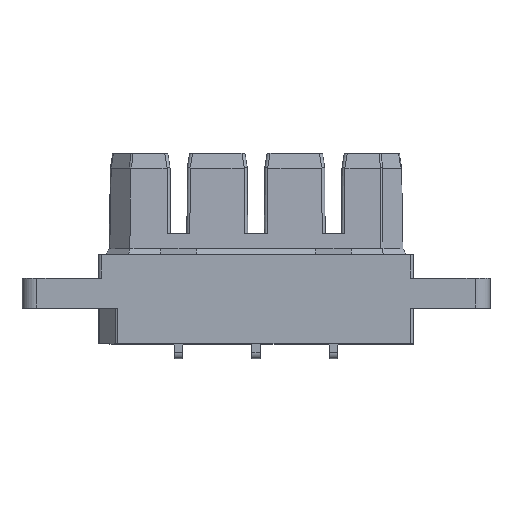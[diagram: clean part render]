
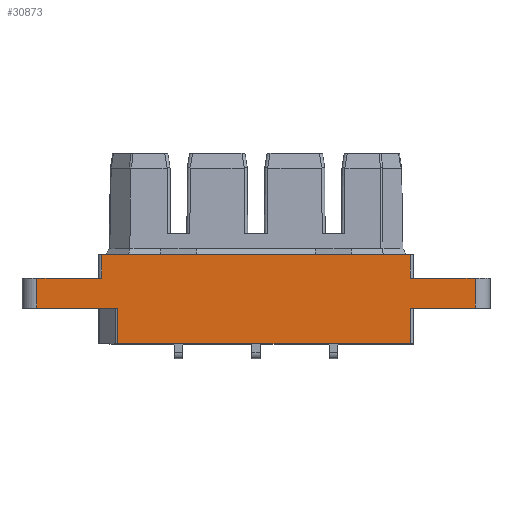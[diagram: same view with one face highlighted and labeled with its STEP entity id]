
A CAD part, top view. The second image highlights one B-rep face of the part: STEP entity #30873.
In plain terms, the highlighted planar face has unit normal (0, 0, 1).
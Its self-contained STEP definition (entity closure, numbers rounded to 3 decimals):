
#33=DIRECTION('',(0.,-1.,0.));
#34=VECTOR('',#33,4.);
#35=CARTESIAN_POINT('',(-25.9,9.,7.25));
#36=LINE('',#35,#34);
#90=DIRECTION('',(0.,-1.,0.));
#91=VECTOR('',#90,5.);
#92=CARTESIAN_POINT('',(-36.75,5.,7.25));
#93=LINE('',#92,#91);
#278=DIRECTION('',(0.,-1.,0.));
#279=VECTOR('',#278,6.);
#280=CARTESIAN_POINT('',(-23.226,0.,7.25));
#281=LINE('',#280,#279);
#340=DIRECTION('',(0.,1.,0.));
#341=VECTOR('',#340,6.);
#342=CARTESIAN_POINT('',(25.9,-6.,7.25));
#343=LINE('',#342,#341);
#348=DIRECTION('',(-1.,0.,0.));
#349=VECTOR('',#348,51.8);
#350=CARTESIAN_POINT('',(25.9,9.,7.25));
#351=LINE('',#350,#349);
#352=DIRECTION('',(-1.,0.,0.));
#353=VECTOR('',#352,10.85);
#354=CARTESIAN_POINT('',(36.75,5.,7.25));
#355=LINE('',#354,#353);
#356=DIRECTION('',(1.,0.,0.));
#357=VECTOR('',#356,10.85);
#358=CARTESIAN_POINT('',(25.9,0.,7.25));
#359=LINE('',#358,#357);
#360=DIRECTION('',(1.,0.,0.));
#361=VECTOR('',#360,49.126);
#362=CARTESIAN_POINT('',(-23.226,-6.,7.25));
#363=LINE('',#362,#361);
#364=DIRECTION('',(1.,0.,0.));
#365=VECTOR('',#364,13.524);
#366=CARTESIAN_POINT('',(-36.75,0.,7.25));
#367=LINE('',#366,#365);
#368=DIRECTION('',(-1.,0.,0.));
#369=VECTOR('',#368,10.85);
#370=CARTESIAN_POINT('',(-25.9,5.,7.25));
#371=LINE('',#370,#369);
#372=DIRECTION('',(0.,1.,0.));
#373=VECTOR('',#372,4.);
#374=CARTESIAN_POINT('',(25.9,5.,7.25));
#375=LINE('',#374,#373);
#4107=DIRECTION('',(0.,1.,0.));
#4108=VECTOR('',#4107,5.);
#4109=CARTESIAN_POINT('',(36.75,0.,7.25));
#4110=LINE('',#4109,#4108);
#23458=CARTESIAN_POINT('',(-25.9,9.,7.25));
#23460=VERTEX_POINT('',#23458);
#23471=CARTESIAN_POINT('',(25.9,9.,7.25));
#23472=VERTEX_POINT('',#23471);
#23519=CARTESIAN_POINT('',(-25.9,5.,7.25));
#23520=VERTEX_POINT('',#23519);
#23561=CARTESIAN_POINT('',(-36.75,5.,7.25));
#23562=VERTEX_POINT('',#23561);
#23575=CARTESIAN_POINT('',(36.75,5.,7.25));
#23576=VERTEX_POINT('',#23575);
#23577=CARTESIAN_POINT('',(25.9,5.,7.25));
#23578=VERTEX_POINT('',#23577);
#23599=CARTESIAN_POINT('',(-36.75,0.,7.25));
#23600=VERTEX_POINT('',#23599);
#23621=CARTESIAN_POINT('',(-23.226,0.,7.25));
#23622=VERTEX_POINT('',#23621);
#23667=CARTESIAN_POINT('',(36.75,0.,7.25));
#23668=VERTEX_POINT('',#23667);
#23669=CARTESIAN_POINT('',(25.9,0.,7.25));
#23670=VERTEX_POINT('',#23669);
#26821=CARTESIAN_POINT('',(25.9,-6.,7.25));
#26822=VERTEX_POINT('',#26821);
#26823=CARTESIAN_POINT('',(-23.226,-6.,7.25));
#26824=VERTEX_POINT('',#26823);
#30850=CARTESIAN_POINT('',(0.,1.5,7.25));
#30851=DIRECTION('',(0.,0.,1.));
#30852=DIRECTION('',(1.,0.,0.));
#30853=AXIS2_PLACEMENT_3D('',#30850,#30851,#30852);
#30854=PLANE('',#30853);
#30855=ORIENTED_EDGE('',*,*,#30423,.F.);
#30856=ORIENTED_EDGE('',*,*,#30364,.F.);
#30858=ORIENTED_EDGE('',*,*,#30857,.F.);
#30860=ORIENTED_EDGE('',*,*,#30859,.F.);
#30862=ORIENTED_EDGE('',*,*,#30861,.F.);
#30864=ORIENTED_EDGE('',*,*,#30863,.F.);
#30865=ORIENTED_EDGE('',*,*,#30841,.F.);
#30866=ORIENTED_EDGE('',*,*,#30816,.F.);
#30867=ORIENTED_EDGE('',*,*,#30788,.F.);
#30868=ORIENTED_EDGE('',*,*,#30552,.F.);
#30869=ORIENTED_EDGE('',*,*,#30516,.F.);
#30870=ORIENTED_EDGE('',*,*,#30465,.F.);
#30871=EDGE_LOOP('',(#30855,#30856,#30858,#30860,#30862,#30864,#30865,#30866,
#30867,#30868,#30869,#30870));
#30872=FACE_OUTER_BOUND('',#30871,.F.);
#30364=EDGE_CURVE('',#23472,#23460,#351,.T.);
#30423=EDGE_CURVE('',#23460,#23520,#36,.T.);
#30465=EDGE_CURVE('',#23520,#23562,#371,.T.);
#30516=EDGE_CURVE('',#23562,#23600,#93,.T.);
#30552=EDGE_CURVE('',#23600,#23622,#367,.T.);
#30788=EDGE_CURVE('',#23622,#26824,#281,.T.);
#30816=EDGE_CURVE('',#26824,#26822,#363,.T.);
#30841=EDGE_CURVE('',#26822,#23670,#343,.T.);
#30857=EDGE_CURVE('',#23578,#23472,#375,.T.);
#30859=EDGE_CURVE('',#23576,#23578,#355,.T.);
#30861=EDGE_CURVE('',#23668,#23576,#4110,.T.);
#30863=EDGE_CURVE('',#23670,#23668,#359,.T.);
#30873=ADVANCED_FACE('',(#30872),#30854,.T.);
